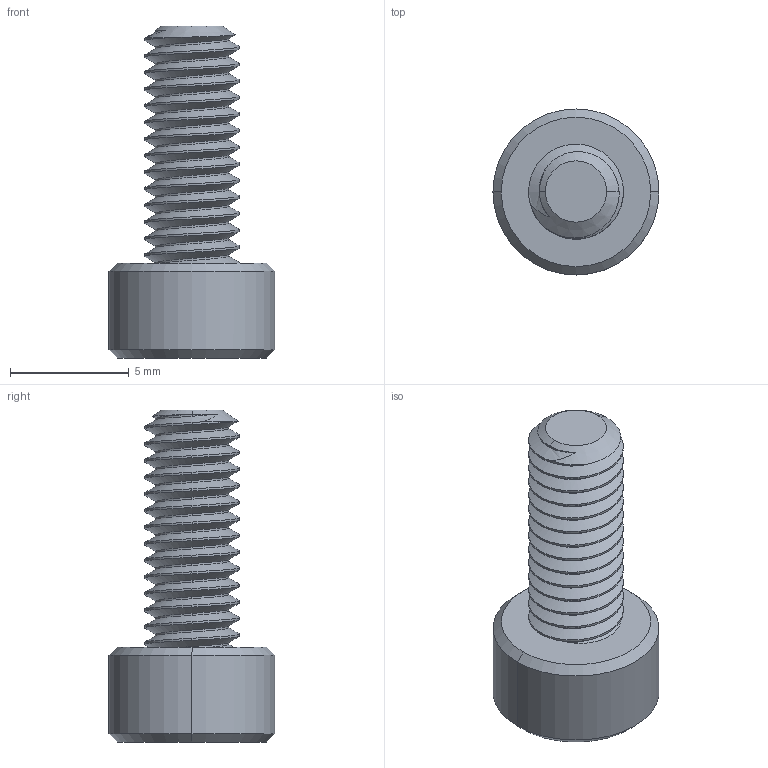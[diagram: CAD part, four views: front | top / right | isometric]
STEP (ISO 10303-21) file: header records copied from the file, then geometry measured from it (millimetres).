
FILE_DESCRIPTION (( 'STEP AP203' ), '1' );
FILE_NAME ('91292A116_18-8 Stainless Steel Socket Head Screw.STEP', '2021-09-09T12:36:26', ( 'Administrator' ), ( 'Managed by Terraform' ), 'SwSTEP 2.0', 'SolidWorks 2017', '' );
FILE_SCHEMA (( 'CONFIG_CONTROL_DESIGN' ));
Length unit declared in the file: millimetre
Products named in the file (1): 91292A116_18-8 Stainless Steel Socket Head Screw
Bounding box: 7 x 7 x 14 mm (x, y, z)
Volume: 232.2 mm3; surface area: 367.5 mm2
Topology: 1 solids, 1 shells, 86 faces, 229 edges, 147 vertices
Faces by surface type: cylinder 61, cone 13, plane 10, bspline 2
Entity records: 4157 total; most frequent: CARTESIAN_POINT 2299, ORIENTED_EDGE 458, DIRECTION 296, EDGE_CURVE 229, VERTEX_POINT 147, AXIS2_PLACEMENT_3D 109, EDGE_LOOP 88, FACE_OUTER_BOUND 86
